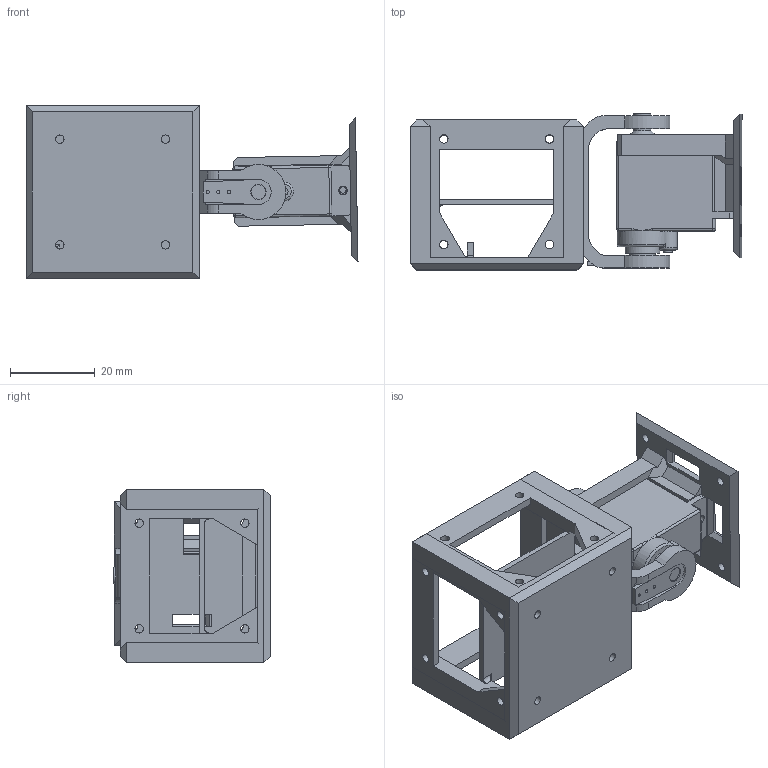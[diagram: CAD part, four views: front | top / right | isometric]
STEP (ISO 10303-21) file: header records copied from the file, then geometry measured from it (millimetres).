
FILE_DESCRIPTION(/* description */ (''),/* implementation_level */ '2;1');
FILE_NAME(/* name */ 'conf1.stp',/* time_stamp */ '2015-02-27T13:58:47+01:00',/* author */ ('Przem'),/* organization */ (''),/* preprocessor_version */ 'ST-DEVELOPER v15.2',/* originating_system */ 'Autodesk Inventor 2014',/* authorisation */ '');
FILE_SCHEMA (('AUTOMOTIVE_DESIGN { 1 0 10303 214 3 1 1 }'));
Length unit declared in the file: millimetre
Products named in the file (7): Core; SERVO_MOTOR_TURNIGY_XGD-11MB_verCARDAN; SERVO_HORN_Turnigy_XGD-11MB_1arm cut; Cardan_Hinge_ServoHolder; activeHinge_frame; ActiveHinge_ServoHolder_Frame_Servo; conf1
Bounding box: 78.55 x 37 x 41 mm (x, y, z)
Volume: 23781.6 mm3; surface area: 22547 mm2
Topology: 5 solids, 5 shells, 315 faces, 887 edges, 550 vertices
Faces by surface type: plane 206, cylinder 94, sphere 6, bspline 6, torus 2, cone 1
Full cylindrical faces by diameter (mm): 0.75 x3, 1 x2, 1.5 x1, 1.7 x1, 2 x29, 3.5 x1, 3.6 x2, 4 x1, 4.3 x1, 6 x2, 8.25 x1
Entity records: 10152 total; most frequent: CARTESIAN_POINT 1945, DIRECTION 1644, ORIENTED_EDGE 1632, EDGE_CURVE 816, LINE 608, VECTOR 608, VERTEX_POINT 537, AXIS2_PLACEMENT_3D 518
